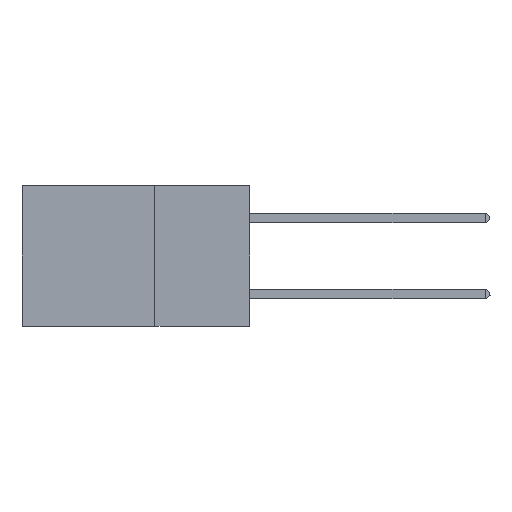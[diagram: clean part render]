
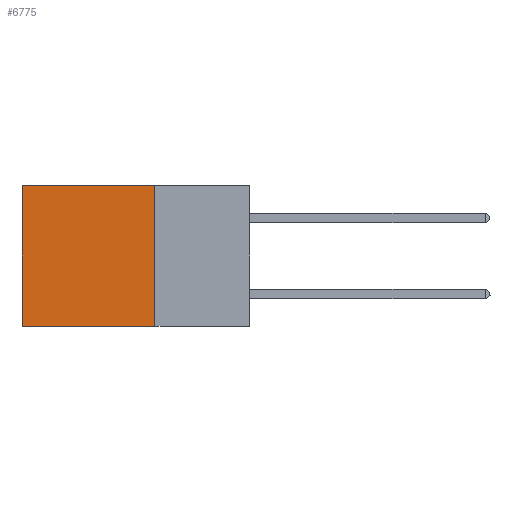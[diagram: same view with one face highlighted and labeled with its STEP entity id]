
A CAD part, left-side view. The second image highlights one B-rep face of the part: STEP entity #6775.
In plain terms, the highlighted planar face has unit normal (-1, 0, 0).
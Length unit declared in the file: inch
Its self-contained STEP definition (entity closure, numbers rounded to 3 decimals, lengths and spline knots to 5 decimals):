
#1814 = DIRECTION ( 'NONE',  ( 0., 0., -1. ) ) ;
#2044 = EDGE_CURVE ( 'NONE', #7976, #3413, #8496, .T. ) ;
#3413 = VERTEX_POINT ( 'NONE', #28540 ) ;
#4458 = CARTESIAN_POINT ( 'NONE',  ( 0.2875, 0.25, -0.37 ) ) ;
#4584 = VERTEX_POINT ( 'NONE', #22667 ) ;
#5345 = CARTESIAN_POINT ( 'NONE',  ( 0.2875, 0.25, 0. ) ) ;
#6775 = ADVANCED_FACE ( 'NONE', ( #30340 ), #18045, .F. ) ;
#6953 = CARTESIAN_POINT ( 'NONE',  ( 0.2875, 0.25, 0. ) ) ;
#7434 = VECTOR ( 'NONE', #29999, 39.37008 ) ;
#7976 = VERTEX_POINT ( 'NONE', #5345 ) ;
#8496 = LINE ( 'NONE', #24995, #25985 ) ;
#9524 = EDGE_LOOP ( 'NONE', ( #12993, #11515, #21997, #21605 ) ) ;
#9905 = EDGE_CURVE ( 'NONE', #7976, #10519, #18059, .T. ) ;
#9951 = VECTOR ( 'NONE', #1814, 39.37008 ) ;
#10519 = VERTEX_POINT ( 'NONE', #4458 ) ;
#11515 = ORIENTED_EDGE ( 'NONE', *, *, #13816, .F. ) ;
#12993 = ORIENTED_EDGE ( 'NONE', *, *, #29382, .T. ) ;
#13816 = EDGE_CURVE ( 'NONE', #10519, #4584, #29211, .T. ) ;
#15964 = VECTOR ( 'NONE', #16350, 39.37008 ) ;
#16350 = DIRECTION ( 'NONE',  ( 0., 0., -1. ) ) ;
#18045 = PLANE ( 'NONE',  #20520 ) ;
#18059 = LINE ( 'NONE', #6953, #9951 ) ;
#18360 = DIRECTION ( 'NONE',  ( 0., 0., -1. ) ) ;
#20520 = AXIS2_PLACEMENT_3D ( 'NONE', #30065, #23466, #18360 ) ;
#21605 = ORIENTED_EDGE ( 'NONE', *, *, #2044, .T. ) ;
#21997 = ORIENTED_EDGE ( 'NONE', *, *, #9905, .F. ) ;
#22631 = DIRECTION ( 'NONE',  ( 0., 1., 0. ) ) ;
#22667 = CARTESIAN_POINT ( 'NONE',  ( 0.2875, 0.6, -0.37 ) ) ;
#23466 = DIRECTION ( 'NONE',  ( 1., 0., 0. ) ) ;
#24753 = CARTESIAN_POINT ( 'NONE',  ( 0.2875, 0.25, -0.37 ) ) ;
#24995 = CARTESIAN_POINT ( 'NONE',  ( 0.2875, 0.25, 0. ) ) ;
#25985 = VECTOR ( 'NONE', #22631, 39.37008 ) ;
#26027 = CARTESIAN_POINT ( 'NONE',  ( 0.2875, 0.6, 0. ) ) ;
#28540 = CARTESIAN_POINT ( 'NONE',  ( 0.2875, 0.6, 0. ) ) ;
#29211 = LINE ( 'NONE', #24753, #7434 ) ;
#29382 = EDGE_CURVE ( 'NONE', #3413, #4584, #32009, .T. ) ;
#29999 = DIRECTION ( 'NONE',  ( 0., 1., 0. ) ) ;
#30065 = CARTESIAN_POINT ( 'NONE',  ( 0.2875, 0.25, 0. ) ) ;
#30340 = FACE_OUTER_BOUND ( 'NONE', #9524, .T. ) ;
#32009 = LINE ( 'NONE', #26027, #15964 ) ;
